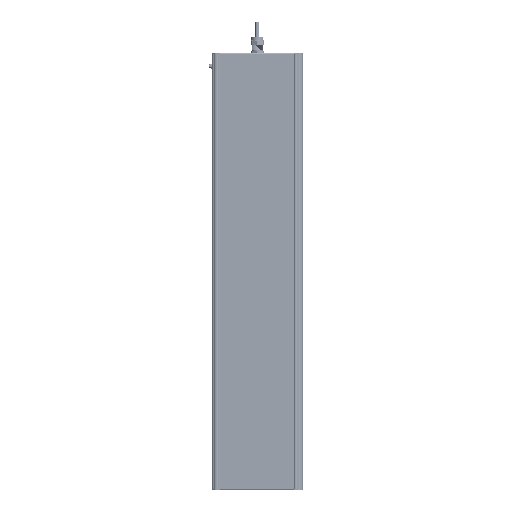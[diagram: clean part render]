
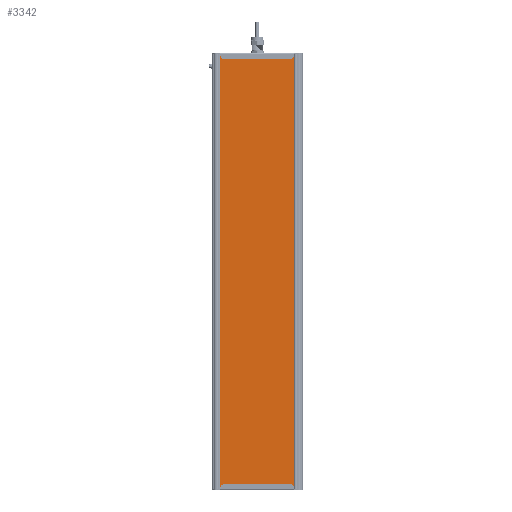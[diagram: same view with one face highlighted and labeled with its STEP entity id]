
A CAD part, front view. The second image highlights one B-rep face of the part: STEP entity #3342.
In plain terms, the highlighted face is planar.
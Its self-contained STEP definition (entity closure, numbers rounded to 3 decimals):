
#3342=ADVANCED_FACE('',(#7478),#7480,.T.);
#7478=FACE_BOUND('',#7479,.T.);
#7479=EDGE_LOOP('',(#36026,#36027,#36028,#36029));
#7480=PLANE('',#7481);
#7481=AXIS2_PLACEMENT_3D('',#7482,#7483,#7484);
#7482=CARTESIAN_POINT('',(2111.497,401.002,-34.582));
#7483=DIRECTION('',(0.,0.,-1.));
#7484=DIRECTION('',(0.,1.,0.));
#36026=ORIENTED_EDGE('',*,*,#40476,.F.);
#36027=ORIENTED_EDGE('',*,*,#40475,.T.);
#36028=ORIENTED_EDGE('',*,*,#40477,.F.);
#36029=ORIENTED_EDGE('',*,*,#40467,.F.);
#40467=EDGE_CURVE('',#44129,#44132,#44133,.T.);
#40475=EDGE_CURVE('',#44142,#44144,#44146,.T.);
#40476=EDGE_CURVE('',#44142,#44129,#44147,.T.);
#40477=EDGE_CURVE('',#44132,#44144,#44148,.T.);
#44129=VERTEX_POINT('',#52141);
#44132=VERTEX_POINT('',#52146);
#44133=LINE('',#52147,#52148);
#44142=VERTEX_POINT('',#52168);
#44144=VERTEX_POINT('',#52172);
#44146=LINE('',#52176,#52177);
#44147=LINE('',#52179,#52180);
#44148=LINE('',#52182,#52183);
#52141=CARTESIAN_POINT('',(2111.497,401.002,-34.582));
#52146=CARTESIAN_POINT('',(3007.497,401.002,-34.582));
#52147=CARTESIAN_POINT('',(2111.497,401.002,-34.582));
#52148=VECTOR('',#52149,1.);
#52149=DIRECTION('',(1.,0.,0.));
#52168=CARTESIAN_POINT('',(2111.497,565.13,-34.582));
#52172=CARTESIAN_POINT('',(3007.497,565.13,-34.582));
#52176=CARTESIAN_POINT('',(2111.497,565.13,-34.582));
#52177=VECTOR('',#52178,1.);
#52178=DIRECTION('',(1.,0.,0.));
#52179=CARTESIAN_POINT('',(2111.497,565.13,-34.582));
#52180=VECTOR('',#52181,1.);
#52181=DIRECTION('',(0.,-1.,0.));
#52182=CARTESIAN_POINT('',(3007.497,401.002,-34.582));
#52183=VECTOR('',#52184,1.);
#52184=DIRECTION('',(0.,1.,0.));
